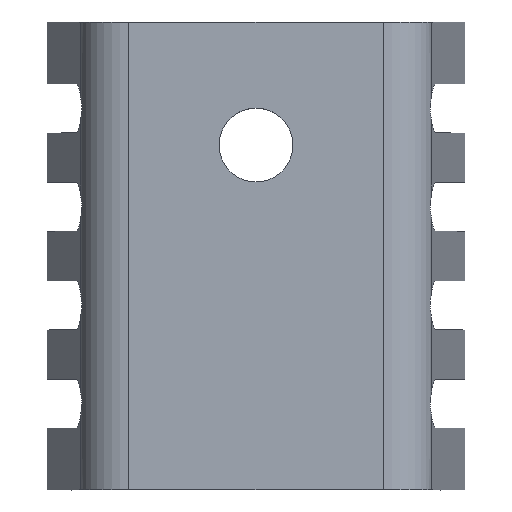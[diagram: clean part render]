
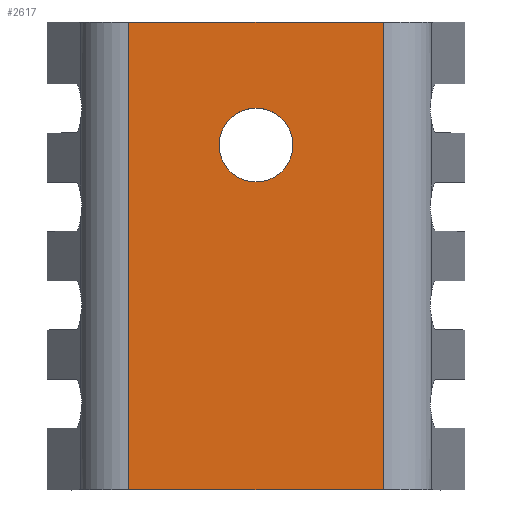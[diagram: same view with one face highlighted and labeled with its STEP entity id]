
A CAD part, top view. The second image highlights one B-rep face of the part: STEP entity #2617.
In plain terms, the highlighted planar face has unit normal (0, 0, 1).
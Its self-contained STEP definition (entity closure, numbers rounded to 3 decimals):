
#35 = CARTESIAN_POINT ( 'NONE',  ( 5.173, 19., 1. ) ) ;
#44 = VECTOR ( 'NONE', #2344, 1000. ) ;
#66 = VECTOR ( 'NONE', #139, 1000. ) ;
#139 = DIRECTION ( 'NONE',  ( 1., 0., 0. ) ) ;
#190 = LINE ( 'NONE', #439, #2248 ) ;
#243 = DIRECTION ( 'NONE',  ( -1., 0., 0. ) ) ;
#278 = LINE ( 'NONE', #1305, #66 ) ;
#320 = EDGE_LOOP ( 'NONE', ( #737, #1075 ) ) ;
#439 = CARTESIAN_POINT ( 'NONE',  ( -6., 19., 1. ) ) ;
#454 = DIRECTION ( 'NONE',  ( -1., 0., 0. ) ) ;
#546 = VERTEX_POINT ( 'NONE', #2938 ) ;
#557 = VERTEX_POINT ( 'NONE', #646 ) ;
#607 = EDGE_CURVE ( 'NONE', #546, #1432, #2063, .T. ) ;
#646 = CARTESIAN_POINT ( 'NONE',  ( 5.173, 0., 1. ) ) ;
#684 = AXIS2_PLACEMENT_3D ( 'NONE', #2084, #2712, #454 ) ;
#696 = DIRECTION ( 'NONE',  ( 0., 0., -1. ) ) ;
#737 = ORIENTED_EDGE ( 'NONE', *, *, #977, .T. ) ;
#912 = CARTESIAN_POINT ( 'NONE',  ( 0., 14., 1. ) ) ;
#952 = DIRECTION ( 'NONE',  ( 0., 0., -1. ) ) ;
#977 = EDGE_CURVE ( 'NONE', #1432, #546, #2419, .T. ) ;
#979 = DIRECTION ( 'NONE',  ( 0., -1., 0. ) ) ;
#1000 = CARTESIAN_POINT ( 'NONE',  ( -5.173, 19., 1. ) ) ;
#1075 = ORIENTED_EDGE ( 'NONE', *, *, #607, .T. ) ;
#1147 = LINE ( 'NONE', #1000, #44 ) ;
#1220 = LINE ( 'NONE', #2752, #1752 ) ;
#1230 = CARTESIAN_POINT ( 'NONE',  ( -5.173, 0., 1. ) ) ;
#1271 = FACE_BOUND ( 'NONE', #320, .T. ) ;
#1305 = CARTESIAN_POINT ( 'NONE',  ( -6., 0., 1. ) ) ;
#1316 = DIRECTION ( 'NONE',  ( 1., 0., 0. ) ) ;
#1432 = VERTEX_POINT ( 'NONE', #2648 ) ;
#1560 = AXIS2_PLACEMENT_3D ( 'NONE', #1646, #952, #2306 ) ;
#1646 = CARTESIAN_POINT ( 'NONE',  ( -6., 19., 1. ) ) ;
#1752 = VECTOR ( 'NONE', #979, 1000. ) ;
#1786 = VERTEX_POINT ( 'NONE', #35 ) ;
#2016 = AXIS2_PLACEMENT_3D ( 'NONE', #912, #696, #243 ) ;
#2039 = EDGE_CURVE ( 'NONE', #2596, #1786, #190, .T. ) ;
#2063 = CIRCLE ( 'NONE', #684, 1.5 ) ;
#2084 = CARTESIAN_POINT ( 'NONE',  ( 0., 14., 1. ) ) ;
#2132 = ORIENTED_EDGE ( 'NONE', *, *, #2206, .F. ) ;
#2186 = EDGE_CURVE ( 'NONE', #2596, #2241, #1147, .T. ) ;
#2200 = ORIENTED_EDGE ( 'NONE', *, *, #2039, .F. ) ;
#2206 = EDGE_CURVE ( 'NONE', #1786, #557, #1220, .T. ) ;
#2241 = VERTEX_POINT ( 'NONE', #1230 ) ;
#2248 = VECTOR ( 'NONE', #1316, 1000. ) ;
#2306 = DIRECTION ( 'NONE',  ( -1., 0., 0. ) ) ;
#2344 = DIRECTION ( 'NONE',  ( 0., -1., 0. ) ) ;
#2399 = EDGE_LOOP ( 'NONE', ( #2767, #2132, #2200, #2563 ) ) ;
#2402 = FACE_OUTER_BOUND ( 'NONE', #2399, .T. ) ;
#2419 = CIRCLE ( 'NONE', #2016, 1.5 ) ;
#2476 = CARTESIAN_POINT ( 'NONE',  ( -5.173, 19., 1. ) ) ;
#2533 = PLANE ( 'NONE',  #1560 ) ;
#2563 = ORIENTED_EDGE ( 'NONE', *, *, #2186, .T. ) ;
#2596 = VERTEX_POINT ( 'NONE', #2476 ) ;
#2617 = ADVANCED_FACE ( 'NONE', ( #1271, #2402 ), #2533, .F. ) ;
#2648 = CARTESIAN_POINT ( 'NONE',  ( -1.5, 14., 1. ) ) ;
#2712 = DIRECTION ( 'NONE',  ( 0., 0., -1. ) ) ;
#2752 = CARTESIAN_POINT ( 'NONE',  ( 5.173, 19., 1. ) ) ;
#2767 = ORIENTED_EDGE ( 'NONE', *, *, #2884, .T. ) ;
#2884 = EDGE_CURVE ( 'NONE', #2241, #557, #278, .T. ) ;
#2938 = CARTESIAN_POINT ( 'NONE',  ( 1.5, 14., 1. ) ) ;
